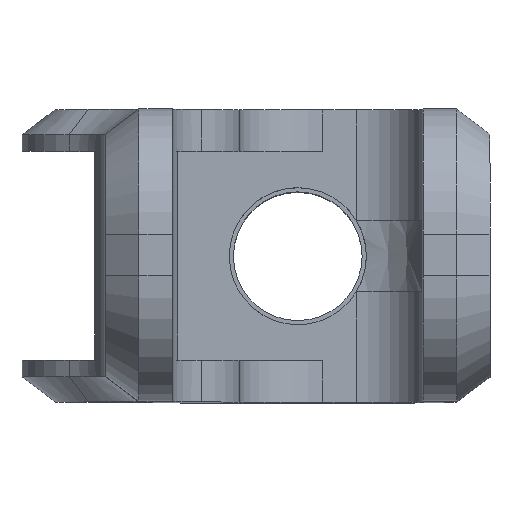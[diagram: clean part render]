
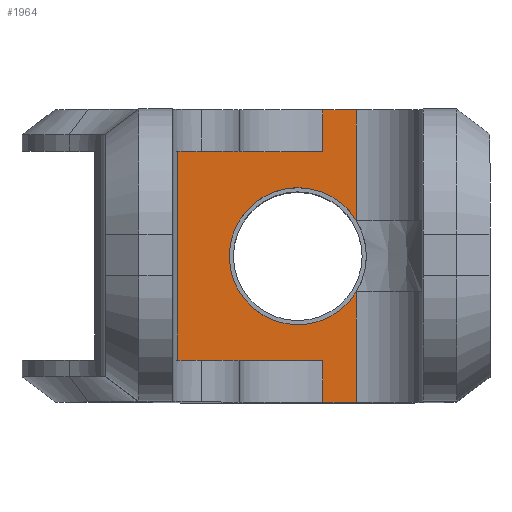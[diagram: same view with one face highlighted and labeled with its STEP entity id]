
A CAD part, top view. The second image highlights one B-rep face of the part: STEP entity #1964.
In plain terms, the highlighted planar face has unit normal (0, 0, 1).
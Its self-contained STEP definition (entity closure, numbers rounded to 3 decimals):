
#10 = CARTESIAN_POINT ( 'NONE',  ( 3., -12.5, 41. ) ) ;
#31 = DIRECTION ( 'NONE',  ( 0., -1., 0. ) ) ;
#46 = DIRECTION ( 'NONE',  ( 1., 0., 0. ) ) ;
#49 = EDGE_CURVE ( 'NONE', #2567, #3129, #402, .T. ) ;
#58 = LINE ( 'NONE', #2003, #593 ) ;
#154 = VERTEX_POINT ( 'NONE', #1482 ) ;
#187 = ORIENTED_EDGE ( 'NONE', *, *, #1200, .T. ) ;
#208 = ORIENTED_EDGE ( 'NONE', *, *, #446, .T. ) ;
#291 = LINE ( 'NONE', #1734, #1923 ) ;
#311 = VERTEX_POINT ( 'NONE', #832 ) ;
#312 = VECTOR ( 'NONE', #880, 1000. ) ;
#323 = VERTEX_POINT ( 'NONE', #3020 ) ;
#350 = VECTOR ( 'NONE', #1231, 1000. ) ;
#389 = EDGE_CURVE ( 'NONE', #311, #412, #1089, .T. ) ;
#391 = FACE_OUTER_BOUND ( 'NONE', #429, .T. ) ;
#402 = LINE ( 'NONE', #434, #709 ) ;
#407 = ORIENTED_EDGE ( 'NONE', *, *, #1287, .T. ) ;
#412 = VERTEX_POINT ( 'NONE', #1795 ) ;
#414 = LINE ( 'NONE', #2128, #2956 ) ;
#429 = EDGE_LOOP ( 'NONE', ( #1640, #407, #2686, #2707, #3041, #2088, #719, #187, #208, #2624, #1748 ) ) ;
#434 = CARTESIAN_POINT ( 'NONE',  ( -7., -12.5, 41. ) ) ;
#446 = EDGE_CURVE ( 'NONE', #2416, #311, #414, .T. ) ;
#547 = EDGE_CURVE ( 'NONE', #2083, #2000, #2847, .T. ) ;
#593 = VECTOR ( 'NONE', #2736, 1000. ) ;
#619 = EDGE_CURVE ( 'NONE', #412, #3129, #1959, .T. ) ;
#645 = DIRECTION ( 'NONE',  ( -1., 0., 0. ) ) ;
#709 = VECTOR ( 'NONE', #645, 1000. ) ;
#719 = ORIENTED_EDGE ( 'NONE', *, *, #1282, .T. ) ;
#725 = EDGE_CURVE ( 'NONE', #323, #2083, #1021, .T. ) ;
#754 = VECTOR ( 'NONE', #2175, 1000. ) ;
#775 = CARTESIAN_POINT ( 'NONE',  ( -8.2, 0., 41. ) ) ;
#832 = CARTESIAN_POINT ( 'NONE',  ( 3., 12.5, 41. ) ) ;
#869 = CARTESIAN_POINT ( 'NONE',  ( 0., 0., 41. ) ) ;
#880 = DIRECTION ( 'NONE',  ( 0., 1., 0. ) ) ;
#1013 = EDGE_CURVE ( 'NONE', #154, #2000, #1612, .T. ) ;
#1021 = CIRCLE ( 'NONE', #1428, 8.2 ) ;
#1089 = LINE ( 'NONE', #1584, #2246 ) ;
#1133 = DIRECTION ( 'NONE',  ( 0., -1., 0. ) ) ;
#1200 = EDGE_CURVE ( 'NONE', #1610, #2416, #2400, .T. ) ;
#1207 = CARTESIAN_POINT ( 'NONE',  ( 3., 17.5, 41. ) ) ;
#1231 = DIRECTION ( 'NONE',  ( 0., -1., 0. ) ) ;
#1282 = EDGE_CURVE ( 'NONE', #323, #1610, #58, .T. ) ;
#1287 = EDGE_CURVE ( 'NONE', #2567, #2368, #291, .T. ) ;
#1428 = AXIS2_PLACEMENT_3D ( 'NONE', #2474, #2228, #46 ) ;
#1466 = CARTESIAN_POINT ( 'NONE',  ( -15., -17.5, 41. ) ) ;
#1482 = CARTESIAN_POINT ( 'NONE',  ( 7., -17.5, 41. ) ) ;
#1518 = CARTESIAN_POINT ( 'NONE',  ( 7., -4.271, 41. ) ) ;
#1584 = CARTESIAN_POINT ( 'NONE',  ( -7., 12.5, 41. ) ) ;
#1610 = VERTEX_POINT ( 'NONE', #3143 ) ;
#1612 = LINE ( 'NONE', #1838, #312 ) ;
#1640 = ORIENTED_EDGE ( 'NONE', *, *, #49, .F. ) ;
#1649 = CARTESIAN_POINT ( 'NONE',  ( 0., 0., 41. ) ) ;
#1665 = DIRECTION ( 'NONE',  ( 0., 0., 1. ) ) ;
#1709 = CARTESIAN_POINT ( 'NONE',  ( -22.703, -12.5, 41. ) ) ;
#1734 = CARTESIAN_POINT ( 'NONE',  ( 3., -17.5, 41. ) ) ;
#1744 = LINE ( 'NONE', #1466, #1794 ) ;
#1748 = ORIENTED_EDGE ( 'NONE', *, *, #619, .T. ) ;
#1794 = VECTOR ( 'NONE', #2170, 1000. ) ;
#1795 = CARTESIAN_POINT ( 'NONE',  ( -22.703, 12.5, 41. ) ) ;
#1838 = CARTESIAN_POINT ( 'NONE',  ( 7., 0., 41. ) ) ;
#1846 = DIRECTION ( 'NONE',  ( 0., 0., 1. ) ) ;
#1881 = AXIS2_PLACEMENT_3D ( 'NONE', #1649, #1665, #2877 ) ;
#1923 = VECTOR ( 'NONE', #31, 1000. ) ;
#1959 = LINE ( 'NONE', #3132, #350 ) ;
#1964 = ADVANCED_FACE ( 'NONE', ( #391 ), #3055, .T. ) ;
#2000 = VERTEX_POINT ( 'NONE', #1518 ) ;
#2003 = CARTESIAN_POINT ( 'NONE',  ( 7., 0., 41. ) ) ;
#2083 = VERTEX_POINT ( 'NONE', #775 ) ;
#2088 = ORIENTED_EDGE ( 'NONE', *, *, #725, .F. ) ;
#2128 = CARTESIAN_POINT ( 'NONE',  ( 3., 12.5, 41. ) ) ;
#2170 = DIRECTION ( 'NONE',  ( 1., 0., 0. ) ) ;
#2175 = DIRECTION ( 'NONE',  ( -1., 0., 0. ) ) ;
#2228 = DIRECTION ( 'NONE',  ( 0., 0., 1. ) ) ;
#2246 = VECTOR ( 'NONE', #2975, 1000. ) ;
#2259 = AXIS2_PLACEMENT_3D ( 'NONE', #869, #1846, #2819 ) ;
#2368 = VERTEX_POINT ( 'NONE', #2636 ) ;
#2400 = LINE ( 'NONE', #2875, #754 ) ;
#2416 = VERTEX_POINT ( 'NONE', #1207 ) ;
#2474 = CARTESIAN_POINT ( 'NONE',  ( 0., 0., 41. ) ) ;
#2567 = VERTEX_POINT ( 'NONE', #10 ) ;
#2624 = ORIENTED_EDGE ( 'NONE', *, *, #389, .T. ) ;
#2636 = CARTESIAN_POINT ( 'NONE',  ( 3., -17.5, 41. ) ) ;
#2686 = ORIENTED_EDGE ( 'NONE', *, *, #3080, .T. ) ;
#2707 = ORIENTED_EDGE ( 'NONE', *, *, #1013, .T. ) ;
#2736 = DIRECTION ( 'NONE',  ( 0., 1., 0. ) ) ;
#2819 = DIRECTION ( 'NONE',  ( 1., 0., 0. ) ) ;
#2847 = CIRCLE ( 'NONE', #1881, 8.2 ) ;
#2875 = CARTESIAN_POINT ( 'NONE',  ( -15., 17.5, 41. ) ) ;
#2877 = DIRECTION ( 'NONE',  ( 1., 0., 0. ) ) ;
#2956 = VECTOR ( 'NONE', #1133, 1000. ) ;
#2975 = DIRECTION ( 'NONE',  ( -1., 0., 0. ) ) ;
#3020 = CARTESIAN_POINT ( 'NONE',  ( 7., 4.271, 41. ) ) ;
#3041 = ORIENTED_EDGE ( 'NONE', *, *, #547, .F. ) ;
#3055 = PLANE ( 'NONE',  #2259 ) ;
#3080 = EDGE_CURVE ( 'NONE', #2368, #154, #1744, .T. ) ;
#3129 = VERTEX_POINT ( 'NONE', #1709 ) ;
#3132 = CARTESIAN_POINT ( 'NONE',  ( -22.703, -52.428, 41. ) ) ;
#3143 = CARTESIAN_POINT ( 'NONE',  ( 7., 17.5, 41. ) ) ;
